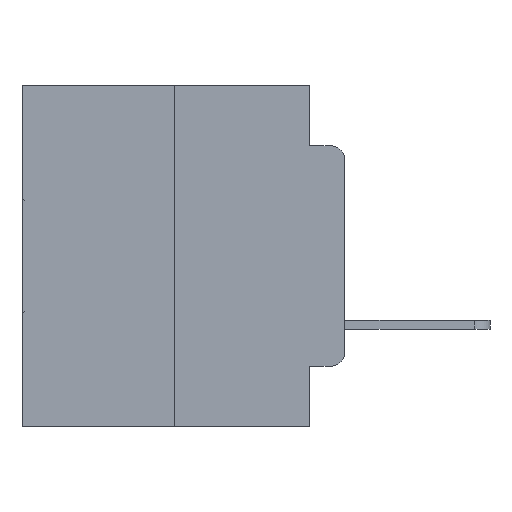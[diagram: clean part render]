
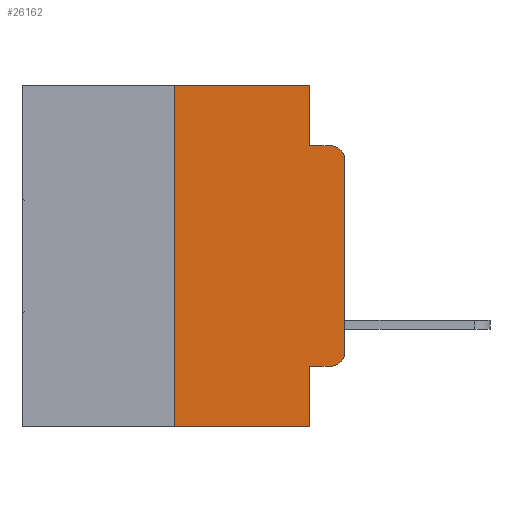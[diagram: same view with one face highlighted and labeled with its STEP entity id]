
A CAD part, left-side view. The second image highlights one B-rep face of the part: STEP entity #26162.
In plain terms, the highlighted planar face has unit normal (-1, 0, 0).
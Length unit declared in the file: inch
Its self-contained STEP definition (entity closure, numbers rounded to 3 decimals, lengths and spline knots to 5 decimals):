
#17 = VERTEX_POINT ( 'NONE', #15632 ) ;
#223 = DIRECTION ( 'NONE',  ( 0., -1., 0. ) ) ;
#1043 = VERTEX_POINT ( 'NONE', #12555 ) ;
#1179 = VERTEX_POINT ( 'NONE', #16220 ) ;
#1182 = DIRECTION ( 'NONE',  ( 0., 0., -1. ) ) ;
#1597 = ORIENTED_EDGE ( 'NONE', *, *, #5589, .F. ) ;
#1979 = CARTESIAN_POINT ( 'NONE',  ( 0., 0.02, -0.3915 ) ) ;
#2438 = DIRECTION ( 'NONE',  ( 0., 0., 1. ) ) ;
#2443 = VECTOR ( 'NONE', #12268, 39.37008 ) ;
#2867 = CARTESIAN_POINT ( 'NONE',  ( 0., 0.02, -0.1085 ) ) ;
#3139 = LINE ( 'NONE', #12716, #21311 ) ;
#3316 = VERTEX_POINT ( 'NONE', #15480 ) ;
#3609 = CARTESIAN_POINT ( 'NONE',  ( 0., 0.051, -0.5 ) ) ;
#3892 = CIRCLE ( 'NONE', #26501, 0.02 ) ;
#3975 = LINE ( 'NONE', #9880, #2443 ) ;
#4256 = CIRCLE ( 'NONE', #17669, 0.02 ) ;
#4467 = DIRECTION ( 'NONE',  ( 0., 0., -1. ) ) ;
#4724 = ORIENTED_EDGE ( 'NONE', *, *, #8771, .F. ) ;
#5117 = ORIENTED_EDGE ( 'NONE', *, *, #8664, .F. ) ;
#5318 = VECTOR ( 'NONE', #9602, 39.37008 ) ;
#5374 = DIRECTION ( 'NONE',  ( 0., 0., -1. ) ) ;
#5488 = VECTOR ( 'NONE', #2438, 39.37008 ) ;
#5589 = EDGE_CURVE ( 'NONE', #27621, #3316, #6101, .T. ) ;
#5596 = CARTESIAN_POINT ( 'NONE',  ( 0., 0.02, -0.4115 ) ) ;
#5861 = LINE ( 'NONE', #28314, #24122 ) ;
#6101 = LINE ( 'NONE', #12002, #5318 ) ;
#7346 = VERTEX_POINT ( 'NONE', #5596 ) ;
#7730 = EDGE_CURVE ( 'NONE', #1179, #20528, #3975, .T. ) ;
#7842 = VERTEX_POINT ( 'NONE', #25732 ) ;
#8283 = VERTEX_POINT ( 'NONE', #27933 ) ;
#8563 = DIRECTION ( 'NONE',  ( 0., 0., -1. ) ) ;
#8571 = EDGE_CURVE ( 'NONE', #22290, #8283, #12077, .T. ) ;
#8662 = EDGE_CURVE ( 'NONE', #8283, #1043, #3892, .T. ) ;
#8664 = EDGE_CURVE ( 'NONE', #7842, #1043, #3139, .T. ) ;
#8673 = EDGE_CURVE ( 'NONE', #3316, #7842, #26587, .T. ) ;
#8767 = EDGE_CURVE ( 'NONE', #1179, #27621, #5861, .T. ) ;
#8771 = EDGE_CURVE ( 'NONE', #17, #20528, #19293, .T. ) ;
#8777 = EDGE_CURVE ( 'NONE', #17, #7346, #28704, .T. ) ;
#8823 = EDGE_CURVE ( 'NONE', #7346, #22290, #4256, .T. ) ;
#9085 = VECTOR ( 'NONE', #19568, 39.37008 ) ;
#9602 = DIRECTION ( 'NONE',  ( 0., -1., 0. ) ) ;
#9880 = CARTESIAN_POINT ( 'NONE',  ( 0., 0.473, -0.5 ) ) ;
#11036 = ORIENTED_EDGE ( 'NONE', *, *, #8571, .T. ) ;
#11706 = VECTOR ( 'NONE', #1182, 39.37008 ) ;
#12002 = CARTESIAN_POINT ( 'NONE',  ( 0., 0.473, 0. ) ) ;
#12077 = LINE ( 'NONE', #12207, #5488 ) ;
#12207 = CARTESIAN_POINT ( 'NONE',  ( 0., 0., 0. ) ) ;
#12268 = DIRECTION ( 'NONE',  ( 0., -1., 0. ) ) ;
#12555 = CARTESIAN_POINT ( 'NONE',  ( 0., 0.02, -0.0885 ) ) ;
#12716 = CARTESIAN_POINT ( 'NONE',  ( 0., 0.051, -0.0885 ) ) ;
#13501 = DIRECTION ( 'NONE',  ( 0., 0., 1. ) ) ;
#15480 = CARTESIAN_POINT ( 'NONE',  ( 0., 0.051, 0. ) ) ;
#15626 = PLANE ( 'NONE',  #21773 ) ;
#15632 = CARTESIAN_POINT ( 'NONE',  ( 0., 0.051, -0.4115 ) ) ;
#16115 = ORIENTED_EDGE ( 'NONE', *, *, #7730, .T. ) ;
#16220 = CARTESIAN_POINT ( 'NONE',  ( 0., 0.25, -0.5 ) ) ;
#16586 = CARTESIAN_POINT ( 'NONE',  ( 0., 0., -0.3915 ) ) ;
#17669 = AXIS2_PLACEMENT_3D ( 'NONE', #1979, #18870, #4467 ) ;
#18174 = CARTESIAN_POINT ( 'NONE',  ( 0., 0.051, 0. ) ) ;
#18643 = ORIENTED_EDGE ( 'NONE', *, *, #8673, .F. ) ;
#18870 = DIRECTION ( 'NONE',  ( -1., 0., 0. ) ) ;
#19293 = LINE ( 'NONE', #18174, #11706 ) ;
#19568 = DIRECTION ( 'NONE',  ( 0., 0., -1. ) ) ;
#19666 = DIRECTION ( 'NONE',  ( -1., 0., 0. ) ) ;
#20098 = CARTESIAN_POINT ( 'NONE',  ( 0., 0.473, 0. ) ) ;
#20528 = VERTEX_POINT ( 'NONE', #3609 ) ;
#21311 = VECTOR ( 'NONE', #223, 39.37008 ) ;
#21773 = AXIS2_PLACEMENT_3D ( 'NONE', #20098, #22267, #8563 ) ;
#21784 = CARTESIAN_POINT ( 'NONE',  ( 0., 0.051, 0. ) ) ;
#22267 = DIRECTION ( 'NONE',  ( 1., 0., 0. ) ) ;
#22290 = VERTEX_POINT ( 'NONE', #16586 ) ;
#22474 = CARTESIAN_POINT ( 'NONE',  ( 0., 0.051, -0.4115 ) ) ;
#23246 = ORIENTED_EDGE ( 'NONE', *, *, #8777, .T. ) ;
#24122 = VECTOR ( 'NONE', #13501, 39.37008 ) ;
#24469 = DIRECTION ( 'NONE',  ( 0., -1., 0. ) ) ;
#25120 = ORIENTED_EDGE ( 'NONE', *, *, #8823, .T. ) ;
#25184 = CARTESIAN_POINT ( 'NONE',  ( 0., 0.25, 0. ) ) ;
#25732 = CARTESIAN_POINT ( 'NONE',  ( 0., 0.051, -0.0885 ) ) ;
#25941 = FACE_OUTER_BOUND ( 'NONE', #29092, .T. ) ;
#26162 = ADVANCED_FACE ( 'NONE', ( #25941 ), #15626, .F. ) ;
#26501 = AXIS2_PLACEMENT_3D ( 'NONE', #2867, #19666, #5374 ) ;
#26587 = LINE ( 'NONE', #21784, #9085 ) ;
#26630 = ORIENTED_EDGE ( 'NONE', *, *, #8767, .F. ) ;
#27621 = VERTEX_POINT ( 'NONE', #25184 ) ;
#27933 = CARTESIAN_POINT ( 'NONE',  ( 0., 0., -0.1085 ) ) ;
#28103 = VECTOR ( 'NONE', #24469, 39.37008 ) ;
#28151 = ORIENTED_EDGE ( 'NONE', *, *, #8662, .T. ) ;
#28314 = CARTESIAN_POINT ( 'NONE',  ( 0., 0.25, 0. ) ) ;
#28704 = LINE ( 'NONE', #22474, #28103 ) ;
#29092 = EDGE_LOOP ( 'NONE', ( #11036, #28151, #5117, #18643, #1597, #26630, #16115, #4724, #23246, #25120 ) ) ;
